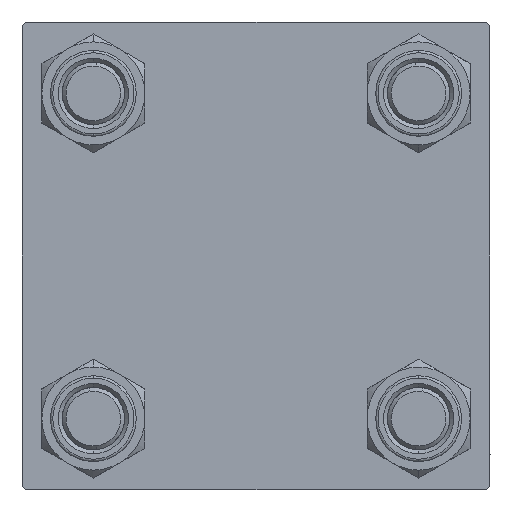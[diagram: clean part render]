
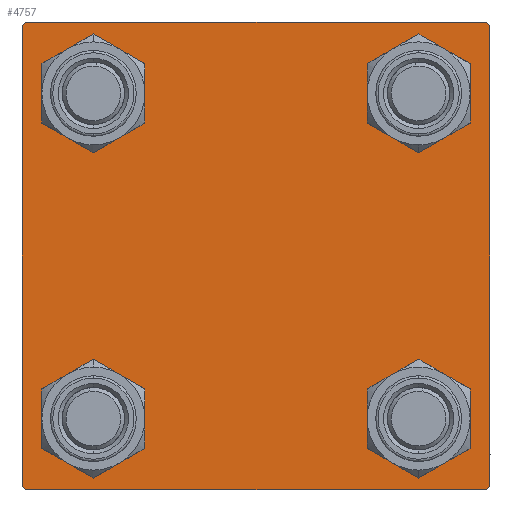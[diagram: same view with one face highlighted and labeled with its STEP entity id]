
A CAD part, left-side view. The second image highlights one B-rep face of the part: STEP entity #4757.
In plain terms, the highlighted planar face has unit normal (-1, 0, 0).
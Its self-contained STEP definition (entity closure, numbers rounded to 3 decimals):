
#65 = DIRECTION ( 'NONE',  ( 1., 0., 0. ) ) ;
#409 = VECTOR ( 'NONE', #7798, 1000. ) ;
#756 = LINE ( 'NONE', #4591, #27029 ) ;
#867 = CARTESIAN_POINT ( 'NONE',  ( 0., -20.85, 20.85 ) ) ;
#1461 = CARTESIAN_POINT ( 'NONE',  ( 0., 20.85, -16.35 ) ) ;
#1754 = LINE ( 'NONE', #5337, #16896 ) ;
#1765 = DIRECTION ( 'NONE',  ( 0., -0.707, 0.707 ) ) ;
#2518 = ORIENTED_EDGE ( 'NONE', *, *, #35713, .T. ) ;
#2533 = DIRECTION ( 'NONE',  ( 0., 0., 1. ) ) ;
#2551 = AXIS2_PLACEMENT_3D ( 'NONE', #21755, #29172, #40898 ) ;
#2647 = CIRCLE ( 'NONE', #17332, 4.5 ) ;
#2778 = EDGE_CURVE ( 'NONE', #4189, #29585, #49825, .T. ) ;
#2953 = CARTESIAN_POINT ( 'NONE',  ( 0., 30., 29.5 ) ) ;
#4189 = VERTEX_POINT ( 'NONE', #9871 ) ;
#4216 = ORIENTED_EDGE ( 'NONE', *, *, #48710, .T. ) ;
#4591 = CARTESIAN_POINT ( 'NONE',  ( 0., -29.75, -29.75 ) ) ;
#4757 = ADVANCED_FACE ( 'NONE', ( #25248, #14278, #17846, #18092, #45151 ), #32902, .T. ) ;
#5158 = DIRECTION ( 'NONE',  ( 0., 0., 1. ) ) ;
#5337 = CARTESIAN_POINT ( 'NONE',  ( 0., 30., 30. ) ) ;
#6171 = AXIS2_PLACEMENT_3D ( 'NONE', #21048, #39933, #24879 ) ;
#7798 = DIRECTION ( 'NONE',  ( 0., 0.707, -0.707 ) ) ;
#8162 = CARTESIAN_POINT ( 'NONE',  ( 0., -29.5, 30. ) ) ;
#8235 = CARTESIAN_POINT ( 'NONE',  ( 0., -20.85, -16.35 ) ) ;
#8362 = ORIENTED_EDGE ( 'NONE', *, *, #9405, .T. ) ;
#8488 = LINE ( 'NONE', #24303, #25762 ) ;
#8771 = DIRECTION ( 'NONE',  ( 0., 0., 1. ) ) ;
#9080 = AXIS2_PLACEMENT_3D ( 'NONE', #15690, #22815, #15191 ) ;
#9100 = ORIENTED_EDGE ( 'NONE', *, *, #44125, .T. ) ;
#9405 = EDGE_CURVE ( 'NONE', #15467, #37675, #2647, .T. ) ;
#9871 = CARTESIAN_POINT ( 'NONE',  ( 0., 20.85, 25.35 ) ) ;
#10193 = CARTESIAN_POINT ( 'NONE',  ( 0., 0., 0. ) ) ;
#10452 = EDGE_LOOP ( 'NONE', ( #8362, #12357 ) ) ;
#11043 = VECTOR ( 'NONE', #26225, 1000. ) ;
#11644 = CARTESIAN_POINT ( 'NONE',  ( 0., 20.85, -25.35 ) ) ;
#11948 = DIRECTION ( 'NONE',  ( 0., -1., 0. ) ) ;
#12157 = VERTEX_POINT ( 'NONE', #48736 ) ;
#12357 = ORIENTED_EDGE ( 'NONE', *, *, #32889, .T. ) ;
#12659 = VECTOR ( 'NONE', #35292, 1000. ) ;
#12948 = EDGE_LOOP ( 'NONE', ( #31421, #2518 ) ) ;
#13280 = ORIENTED_EDGE ( 'NONE', *, *, #35127, .T. ) ;
#13838 = CARTESIAN_POINT ( 'NONE',  ( 0., -30., 29.5 ) ) ;
#13986 = AXIS2_PLACEMENT_3D ( 'NONE', #10193, #33159, #2533 ) ;
#14278 = FACE_BOUND ( 'NONE', #19478, .T. ) ;
#14877 = EDGE_CURVE ( 'NONE', #43621, #30243, #45442, .T. ) ;
#14964 = LINE ( 'NONE', #46330, #409 ) ;
#15183 = CIRCLE ( 'NONE', #40412, 4.5 ) ;
#15191 = DIRECTION ( 'NONE',  ( 0., 0., 1. ) ) ;
#15382 = ORIENTED_EDGE ( 'NONE', *, *, #29509, .T. ) ;
#15467 = VERTEX_POINT ( 'NONE', #38341 ) ;
#15690 = CARTESIAN_POINT ( 'NONE',  ( 0., 20.85, -20.85 ) ) ;
#16204 = EDGE_CURVE ( 'NONE', #30563, #44576, #31824, .T. ) ;
#16896 = VECTOR ( 'NONE', #36688, 1000. ) ;
#17332 = AXIS2_PLACEMENT_3D ( 'NONE', #41506, #29768, #18287 ) ;
#17420 = EDGE_CURVE ( 'NONE', #32976, #39212, #49721, .T. ) ;
#17846 = FACE_BOUND ( 'NONE', #47413, .T. ) ;
#18092 = FACE_BOUND ( 'NONE', #12948, .T. ) ;
#18287 = DIRECTION ( 'NONE',  ( 0., 0., 1. ) ) ;
#18390 = CARTESIAN_POINT ( 'NONE',  ( 0., -30., 30. ) ) ;
#18674 = EDGE_CURVE ( 'NONE', #12157, #22209, #15183, .T. ) ;
#19478 = EDGE_LOOP ( 'NONE', ( #9100, #28419 ) ) ;
#19717 = LINE ( 'NONE', #39367, #12659 ) ;
#19739 = AXIS2_PLACEMENT_3D ( 'NONE', #40093, #65, #5158 ) ;
#20092 = CARTESIAN_POINT ( 'NONE',  ( 0., 30., 30. ) ) ;
#20299 = DIRECTION ( 'NONE',  ( 0., 0., 1. ) ) ;
#20439 = AXIS2_PLACEMENT_3D ( 'NONE', #867, #47811, #8771 ) ;
#21048 = CARTESIAN_POINT ( 'NONE',  ( 0., -20.85, -20.85 ) ) ;
#21701 = EDGE_CURVE ( 'NONE', #29522, #32976, #1754, .T. ) ;
#21755 = CARTESIAN_POINT ( 'NONE',  ( 0., 20.85, 20.85 ) ) ;
#21991 = ORIENTED_EDGE ( 'NONE', *, *, #45788, .T. ) ;
#22209 = VERTEX_POINT ( 'NONE', #8235 ) ;
#22815 = DIRECTION ( 'NONE',  ( 1., 0., 0. ) ) ;
#24303 = CARTESIAN_POINT ( 'NONE',  ( 0., -29.75, 29.75 ) ) ;
#24850 = ORIENTED_EDGE ( 'NONE', *, *, #21701, .T. ) ;
#24879 = DIRECTION ( 'NONE',  ( 0., 0., 1. ) ) ;
#24979 = VERTEX_POINT ( 'NONE', #11644 ) ;
#25017 = CARTESIAN_POINT ( 'NONE',  ( 0., 29.5, -30. ) ) ;
#25248 = FACE_BOUND ( 'NONE', #10452, .T. ) ;
#25762 = VECTOR ( 'NONE', #39612, 1000. ) ;
#26144 = CIRCLE ( 'NONE', #20439, 4.5 ) ;
#26225 = DIRECTION ( 'NONE',  ( 0., -0.707, -0.707 ) ) ;
#27029 = VECTOR ( 'NONE', #1765, 1000. ) ;
#27609 = ORIENTED_EDGE ( 'NONE', *, *, #45338, .T. ) ;
#28134 = VECTOR ( 'NONE', #11948, 1000. ) ;
#28419 = ORIENTED_EDGE ( 'NONE', *, *, #18674, .T. ) ;
#28621 = CARTESIAN_POINT ( 'NONE',  ( 0., 29.75, -29.75 ) ) ;
#29172 = DIRECTION ( 'NONE',  ( 1., 0., 0. ) ) ;
#29509 = EDGE_CURVE ( 'NONE', #42202, #24979, #34347, .T. ) ;
#29522 = VERTEX_POINT ( 'NONE', #2953 ) ;
#29585 = VERTEX_POINT ( 'NONE', #31230 ) ;
#29768 = DIRECTION ( 'NONE',  ( 1., 0., 0. ) ) ;
#30243 = VERTEX_POINT ( 'NONE', #45556 ) ;
#30563 = VERTEX_POINT ( 'NONE', #34252 ) ;
#31230 = CARTESIAN_POINT ( 'NONE',  ( 0., 20.85, 16.35 ) ) ;
#31421 = ORIENTED_EDGE ( 'NONE', *, *, #2778, .T. ) ;
#31824 = LINE ( 'NONE', #20092, #28134 ) ;
#32889 = EDGE_CURVE ( 'NONE', #37675, #15467, #26144, .T. ) ;
#32902 = PLANE ( 'NONE',  #13986 ) ;
#32976 = VERTEX_POINT ( 'NONE', #33481 ) ;
#32992 = DIRECTION ( 'NONE',  ( 1., 0., 0. ) ) ;
#33069 = AXIS2_PLACEMENT_3D ( 'NONE', #35623, #32992, #20299 ) ;
#33159 = DIRECTION ( 'NONE',  ( -1., 0., 0. ) ) ;
#33481 = CARTESIAN_POINT ( 'NONE',  ( 0., 30., -29.5 ) ) ;
#33748 = VECTOR ( 'NONE', #42803, 1000. ) ;
#34252 = CARTESIAN_POINT ( 'NONE',  ( 0., 29.5, 30. ) ) ;
#34295 = VERTEX_POINT ( 'NONE', #47440 ) ;
#34347 = CIRCLE ( 'NONE', #9080, 4.5 ) ;
#35127 = EDGE_CURVE ( 'NONE', #34295, #30243, #756, .T. ) ;
#35292 = DIRECTION ( 'NONE',  ( 0., -1., 0. ) ) ;
#35623 = CARTESIAN_POINT ( 'NONE',  ( 0., 20.85, -20.85 ) ) ;
#35713 = EDGE_CURVE ( 'NONE', #29585, #4189, #46633, .T. ) ;
#36688 = DIRECTION ( 'NONE',  ( 0., 0., -1. ) ) ;
#37033 = ORIENTED_EDGE ( 'NONE', *, *, #16204, .F. ) ;
#37122 = CIRCLE ( 'NONE', #6171, 4.5 ) ;
#37396 = ORIENTED_EDGE ( 'NONE', *, *, #14877, .F. ) ;
#37675 = VERTEX_POINT ( 'NONE', #38897 ) ;
#38341 = CARTESIAN_POINT ( 'NONE',  ( 0., -20.85, 25.35 ) ) ;
#38648 = ORIENTED_EDGE ( 'NONE', *, *, #17420, .T. ) ;
#38803 = ORIENTED_EDGE ( 'NONE', *, *, #47131, .T. ) ;
#38897 = CARTESIAN_POINT ( 'NONE',  ( 0., -20.85, 16.35 ) ) ;
#39212 = VERTEX_POINT ( 'NONE', #25017 ) ;
#39367 = CARTESIAN_POINT ( 'NONE',  ( 0., 30., -30. ) ) ;
#39612 = DIRECTION ( 'NONE',  ( 0., 0.707, 0.707 ) ) ;
#39933 = DIRECTION ( 'NONE',  ( 1., 0., 0. ) ) ;
#40093 = CARTESIAN_POINT ( 'NONE',  ( 0., 20.85, 20.85 ) ) ;
#40412 = AXIS2_PLACEMENT_3D ( 'NONE', #48987, #48229, #40569 ) ;
#40569 = DIRECTION ( 'NONE',  ( 0., 0., 1. ) ) ;
#40898 = DIRECTION ( 'NONE',  ( 0., 0., 1. ) ) ;
#41506 = CARTESIAN_POINT ( 'NONE',  ( 0., -20.85, 20.85 ) ) ;
#42028 = CIRCLE ( 'NONE', #33069, 4.5 ) ;
#42202 = VERTEX_POINT ( 'NONE', #1461 ) ;
#42803 = DIRECTION ( 'NONE',  ( 0., 0., -1. ) ) ;
#43621 = VERTEX_POINT ( 'NONE', #13838 ) ;
#44125 = EDGE_CURVE ( 'NONE', #22209, #12157, #37122, .T. ) ;
#44576 = VERTEX_POINT ( 'NONE', #8162 ) ;
#45151 = FACE_OUTER_BOUND ( 'NONE', #46528, .T. ) ;
#45338 = EDGE_CURVE ( 'NONE', #43621, #44576, #8488, .T. ) ;
#45442 = LINE ( 'NONE', #18390, #33748 ) ;
#45556 = CARTESIAN_POINT ( 'NONE',  ( 0., -30., -29.5 ) ) ;
#45788 = EDGE_CURVE ( 'NONE', #30563, #29522, #14964, .T. ) ;
#46330 = CARTESIAN_POINT ( 'NONE',  ( 0., 29.75, 29.75 ) ) ;
#46528 = EDGE_LOOP ( 'NONE', ( #24850, #38648, #38803, #13280, #37396, #27609, #37033, #21991 ) ) ;
#46633 = CIRCLE ( 'NONE', #19739, 4.5 ) ;
#47131 = EDGE_CURVE ( 'NONE', #39212, #34295, #19717, .T. ) ;
#47413 = EDGE_LOOP ( 'NONE', ( #15382, #4216 ) ) ;
#47440 = CARTESIAN_POINT ( 'NONE',  ( 0., -29.5, -30. ) ) ;
#47811 = DIRECTION ( 'NONE',  ( 1., 0., 0. ) ) ;
#48229 = DIRECTION ( 'NONE',  ( 1., 0., 0. ) ) ;
#48710 = EDGE_CURVE ( 'NONE', #24979, #42202, #42028, .T. ) ;
#48736 = CARTESIAN_POINT ( 'NONE',  ( 0., -20.85, -25.35 ) ) ;
#48987 = CARTESIAN_POINT ( 'NONE',  ( 0., -20.85, -20.85 ) ) ;
#49721 = LINE ( 'NONE', #28621, #11043 ) ;
#49825 = CIRCLE ( 'NONE', #2551, 4.5 ) ;
